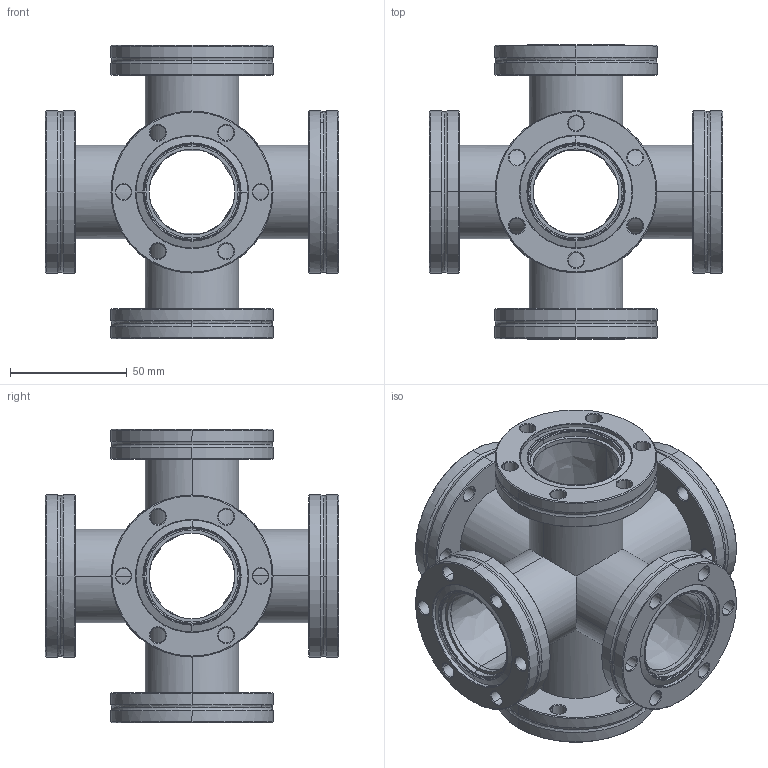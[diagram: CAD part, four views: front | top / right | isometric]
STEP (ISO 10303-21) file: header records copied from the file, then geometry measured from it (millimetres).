
FILE_DESCRIPTION((''),'2;1');
FILE_NAME('213-332.stp','2004-01-21T16:29:27',('KAA'),(''),'Autodesk Inventor (R) 6.0','Autodesk Inventor (R) 6.0','');
FILE_SCHEMA(('CONFIG_CONTROL_DESIGN'));
Length unit declared in the file: millimetre
Products named in the file (1): 213-332
Bounding box: 126 x 126 x 126 mm (x, y, z)
Volume: 221112.7 mm3; surface area: 129982.5 mm2
Topology: 1 solids, 1 shells, 507 faces, 1211 edges, 735 vertices
Faces by surface type: cone 222, bspline 120, cylinder 90, plane 39, torus 36
Entity records: 17867 total; most frequent: CARTESIAN_POINT 5730, DIRECTION 2754, ORIENTED_EDGE 2422, EDGE_CURVE 1211, AXIS2_PLACEMENT_3D 1179, CIRCLE 751, VERTEX_POINT 735, EDGE_LOOP 618
